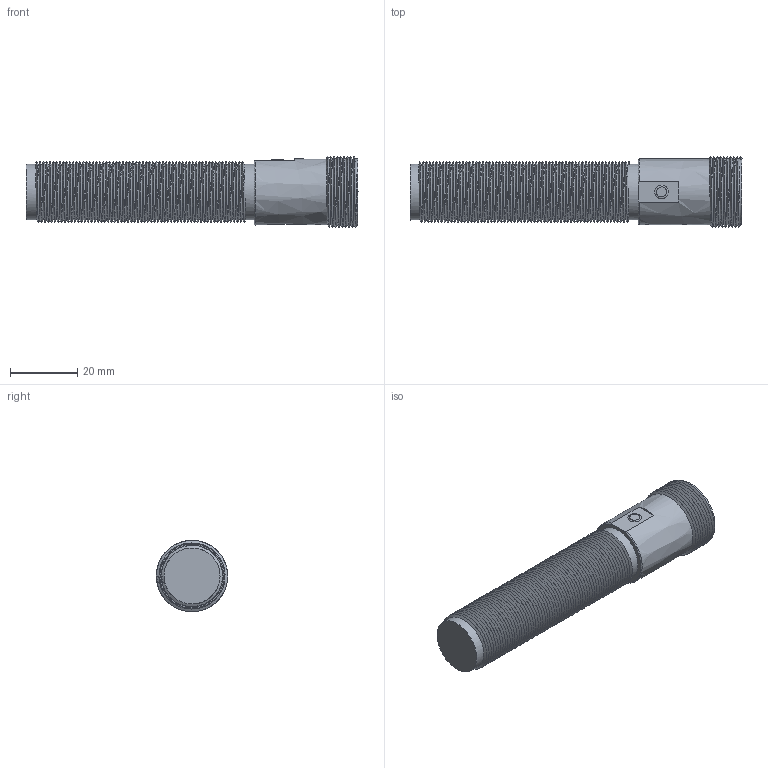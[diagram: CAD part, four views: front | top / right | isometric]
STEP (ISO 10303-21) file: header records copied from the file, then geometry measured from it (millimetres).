
FILE_DESCRIPTION( ('This file contains a STEP AP42 implementation' ,'as created by ZW3D STEP Interface translator.') ,'2;1' );
FILE_NAME( 'ECS1-1808X-XZL3.stp' ,'20 522. 92654', (''), ('ZWCAD Software Co.'), 'Version 1.0', 'ZW3D to STEP translator', '' );
FILE_SCHEMA(('AUTOMOTIVE_DESIGN'));
Length unit declared in the file: millimetre
Products named in the file (2): 0; ECS1-1808X-XZL3
Bounding box: 99 x 21.26 x 21.26 mm (x, y, z)
Volume: 23860.7 mm3; surface area: 10863.8 mm2
Topology: 2 solids, 2 shells, 124 faces, 312 edges, 201 vertices
Faces by surface type: bspline 124
Entity records: 7797 total; most frequent: CARTESIAN_POINT 5963, ORIENTED_EDGE 624, EDGE_CURVE 312, VERTEX_POINT 201, EDGE_LOOP 133, B_SPLINE_CURVE_WITH_KNOTS 126, FACE_OUTER_BOUND 124, ADVANCED_FACE 124
